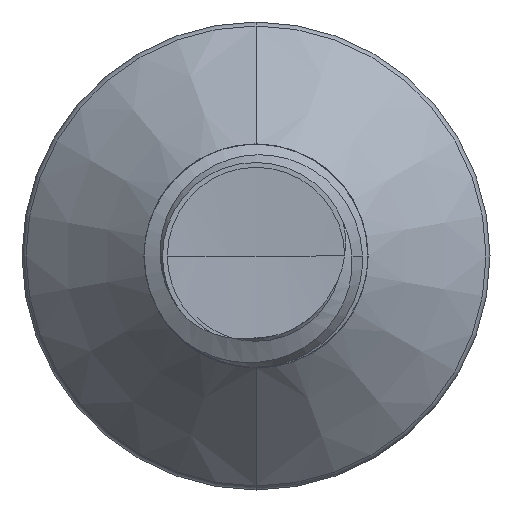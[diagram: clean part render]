
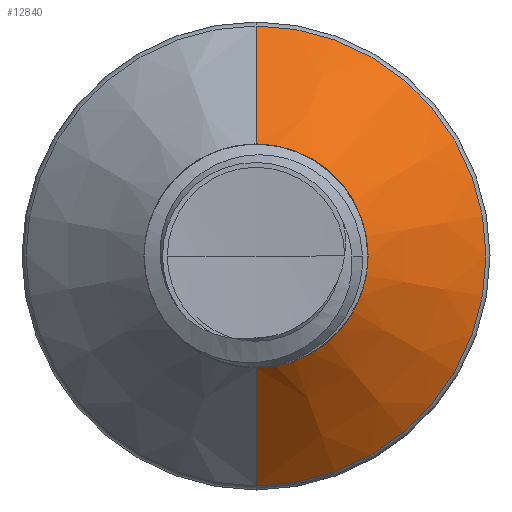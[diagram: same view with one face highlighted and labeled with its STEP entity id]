
A CAD part, front view. The second image highlights one B-rep face of the part: STEP entity #12840.
In plain terms, the highlighted conical face has half-angle 45 degrees and reference radius 0.803 mm.
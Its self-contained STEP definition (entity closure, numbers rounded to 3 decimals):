
#60 = ORIENTED_EDGE ( 'NONE', *, *, #2342, .F. ) ;
#239 = DIRECTION ( 'NONE',  ( 0., 0.707, -0.707 ) ) ;
#348 = ORIENTED_EDGE ( 'NONE', *, *, #13357, .F. ) ;
#1262 = LINE ( 'NONE', #9455, #7031 ) ;
#1514 = DIRECTION ( 'NONE',  ( 0., 0., 1. ) ) ;
#1607 = VERTEX_POINT ( 'NONE', #6039 ) ;
#2342 = EDGE_CURVE ( 'NONE', #1607, #5396, #7881, .T. ) ;
#3324 = EDGE_CURVE ( 'NONE', #11670, #14491, #11449, .T. ) ;
#3733 = DIRECTION ( 'NONE',  ( 0., 0.707, 0.707 ) ) ;
#5224 = ORIENTED_EDGE ( 'NONE', *, *, #3324, .T. ) ;
#5396 = VERTEX_POINT ( 'NONE', #10709 ) ;
#5515 = ORIENTED_EDGE ( 'NONE', *, *, #13331, .T. ) ;
#6039 = CARTESIAN_POINT ( 'NONE',  ( 0., 3.82, 1.646 ) ) ;
#6746 = CARTESIAN_POINT ( 'NONE',  ( 0., 2.976, 0. ) ) ;
#6987 = CARTESIAN_POINT ( 'NONE',  ( 0., 2.976, -0.803 ) ) ;
#7031 = VECTOR ( 'NONE', #3733, 1000. ) ;
#7452 = CARTESIAN_POINT ( 'NONE',  ( 0., 2.976, 0.803 ) ) ;
#7532 = AXIS2_PLACEMENT_3D ( 'NONE', #13555, #13621, #13585 ) ;
#7652 = AXIS2_PLACEMENT_3D ( 'NONE', #6746, #7901, #13634 ) ;
#7873 = CARTESIAN_POINT ( 'NONE',  ( 0., 2.976, 0. ) ) ;
#7881 = CIRCLE ( 'NONE', #7532, 1.646 ) ;
#7901 = DIRECTION ( 'NONE',  ( 0., 1., 0. ) ) ;
#8305 = CARTESIAN_POINT ( 'NONE',  ( 0., 2.976, -0.803 ) ) ;
#8464 = FACE_OUTER_BOUND ( 'NONE', #9796, .T. ) ;
#8780 = AXIS2_PLACEMENT_3D ( 'NONE', #7873, #14259, #1514 ) ;
#9455 = CARTESIAN_POINT ( 'NONE',  ( 0., 2.976, 0.803 ) ) ;
#9796 = EDGE_LOOP ( 'NONE', ( #5224, #5515, #60, #348 ) ) ;
#10437 = LINE ( 'NONE', #8305, #13133 ) ;
#10709 = CARTESIAN_POINT ( 'NONE',  ( 0., 3.82, -1.646 ) ) ;
#10788 = CONICAL_SURFACE ( 'NONE', #7652, 0.803, 0.785 ) ;
#11449 = CIRCLE ( 'NONE', #8780, 0.803 ) ;
#11670 = VERTEX_POINT ( 'NONE', #7452 ) ;
#12840 = ADVANCED_FACE ( 'NONE', ( #8464 ), #10788, .T. ) ;
#13133 = VECTOR ( 'NONE', #239, 1000. ) ;
#13331 = EDGE_CURVE ( 'NONE', #14491, #5396, #10437, .T. ) ;
#13357 = EDGE_CURVE ( 'NONE', #11670, #1607, #1262, .T. ) ;
#13555 = CARTESIAN_POINT ( 'NONE',  ( 0., 3.82, 0. ) ) ;
#13585 = DIRECTION ( 'NONE',  ( 0., 0., 1. ) ) ;
#13621 = DIRECTION ( 'NONE',  ( 0., 1., 0. ) ) ;
#13634 = DIRECTION ( 'NONE',  ( 0., 0., 1. ) ) ;
#14259 = DIRECTION ( 'NONE',  ( 0., 1., 0. ) ) ;
#14491 = VERTEX_POINT ( 'NONE', #6987 ) ;
